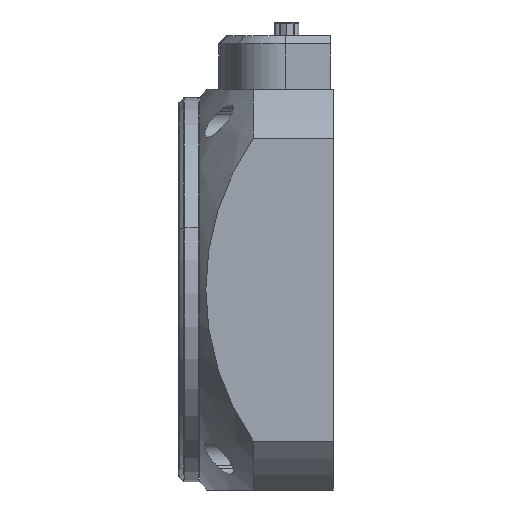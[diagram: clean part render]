
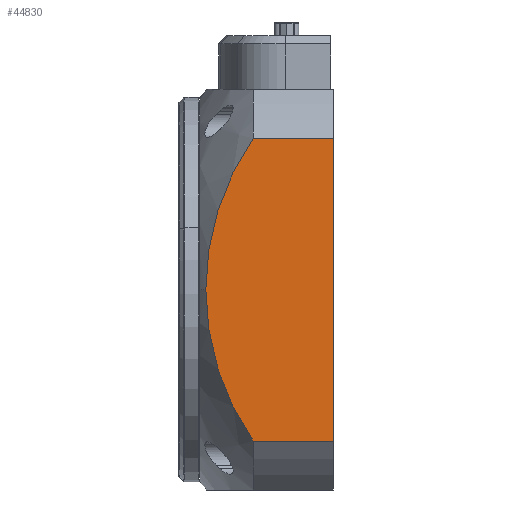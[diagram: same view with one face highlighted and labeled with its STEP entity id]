
A CAD part, left-side view. The second image highlights one B-rep face of the part: STEP entity #44830.
In plain terms, the highlighted planar face has unit normal (-1, 0, 0).
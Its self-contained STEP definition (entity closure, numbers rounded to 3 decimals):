
#415 = DIRECTION ( 'NONE',  ( -1., 0., 0. ) ) ;
#1725 = DIRECTION ( 'NONE',  ( 0., 1., 0. ) ) ;
#2686 = VERTEX_POINT ( 'NONE', #31392 ) ;
#3032 = FACE_OUTER_BOUND ( 'NONE', #31749, .T. ) ;
#7109 = LINE ( 'NONE', #15687, #36330 ) ;
#8201 = CARTESIAN_POINT ( 'NONE',  ( -75., 0., -56.666 ) ) ;
#8645 = AXIS2_PLACEMENT_3D ( 'NONE', #25348, #10286, #25211 ) ;
#9579 = LINE ( 'NONE', #38499, #18160 ) ;
#9692 = ORIENTED_EDGE ( 'NONE', *, *, #34707, .T. ) ;
#10286 = DIRECTION ( 'NONE',  ( -1., 0., 0. ) ) ;
#10351 = VERTEX_POINT ( 'NONE', #15257 ) ;
#11077 = CARTESIAN_POINT ( 'NONE',  ( -75., -51.3, 0. ) ) ;
#11766 = CIRCLE ( 'NONE', #8645, 99.099 ) ;
#11797 = VERTEX_POINT ( 'NONE', #8201 ) ;
#15014 = DIRECTION ( 'NONE',  ( 1., 0., 0. ) ) ;
#15257 = CARTESIAN_POINT ( 'NONE',  ( -75., 30., 56.666 ) ) ;
#15687 = CARTESIAN_POINT ( 'NONE',  ( -75., 0., -75. ) ) ;
#16885 = DIRECTION ( 'NONE',  ( 0., 1., 0. ) ) ;
#18160 = VECTOR ( 'NONE', #1725, 1000. ) ;
#18526 = DIRECTION ( 'NONE',  ( 0., 0., -1. ) ) ;
#18620 = ORIENTED_EDGE ( 'NONE', *, *, #32788, .T. ) ;
#20155 = CIRCLE ( 'NONE', #35446, 99.099 ) ;
#20328 = VERTEX_POINT ( 'NONE', #43179 ) ;
#22290 = EDGE_CURVE ( 'NONE', #10351, #2686, #20155, .T. ) ;
#25211 = DIRECTION ( 'NONE',  ( 0., 0., -1. ) ) ;
#25348 = CARTESIAN_POINT ( 'NONE',  ( -75., -51.3, 0. ) ) ;
#27202 = ORIENTED_EDGE ( 'NONE', *, *, #41138, .F. ) ;
#28232 = VERTEX_POINT ( 'NONE', #30147 ) ;
#29675 = DIRECTION ( 'NONE',  ( 0., 0., -1. ) ) ;
#29833 = AXIS2_PLACEMENT_3D ( 'NONE', #36793, #15014, #18526 ) ;
#30147 = CARTESIAN_POINT ( 'NONE',  ( -75., 0., 56.666 ) ) ;
#31392 = CARTESIAN_POINT ( 'NONE',  ( -75., 47.799, 0. ) ) ;
#31749 = EDGE_LOOP ( 'NONE', ( #18620, #39342, #34924, #27202, #9692 ) ) ;
#32788 = EDGE_CURVE ( 'NONE', #28232, #10351, #9579, .T. ) ;
#34707 = EDGE_CURVE ( 'NONE', #11797, #28232, #7109, .T. ) ;
#34924 = ORIENTED_EDGE ( 'NONE', *, *, #44113, .T. ) ;
#35138 = VECTOR ( 'NONE', #16885, 1000. ) ;
#35446 = AXIS2_PLACEMENT_3D ( 'NONE', #11077, #415, #29675 ) ;
#36330 = VECTOR ( 'NONE', #41307, 1000. ) ;
#36793 = CARTESIAN_POINT ( 'NONE',  ( -75., 50., -75. ) ) ;
#38499 = CARTESIAN_POINT ( 'NONE',  ( -75., 0., 56.666 ) ) ;
#38994 = CARTESIAN_POINT ( 'NONE',  ( -75., 0., -56.666 ) ) ;
#39342 = ORIENTED_EDGE ( 'NONE', *, *, #22290, .T. ) ;
#40168 = PLANE ( 'NONE',  #29833 ) ;
#40899 = LINE ( 'NONE', #38994, #35138 ) ;
#41138 = EDGE_CURVE ( 'NONE', #11797, #20328, #40899, .T. ) ;
#41307 = DIRECTION ( 'NONE',  ( 0., 0., 1. ) ) ;
#43179 = CARTESIAN_POINT ( 'NONE',  ( -75., 30., -56.666 ) ) ;
#44113 = EDGE_CURVE ( 'NONE', #2686, #20328, #11766, .T. ) ;
#44830 = ADVANCED_FACE ( 'NONE', ( #3032 ), #40168, .F. ) ;
